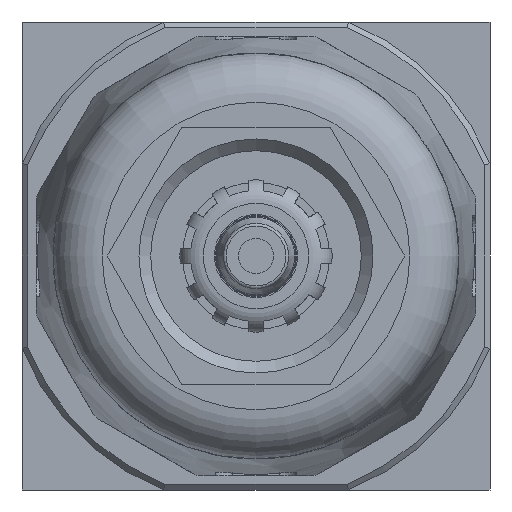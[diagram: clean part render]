
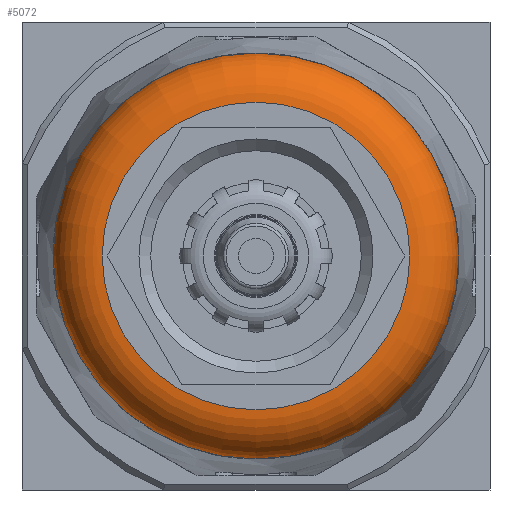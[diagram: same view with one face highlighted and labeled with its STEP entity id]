
A CAD part, front view. The second image highlights one B-rep face of the part: STEP entity #5072.
In plain terms, the highlighted toroidal (fillet/blend) face has major radius 13.15 mm and minor radius 4.2 mm.
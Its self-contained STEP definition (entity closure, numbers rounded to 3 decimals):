
#31=TOROIDAL_SURFACE('',#5405,13.15,4.2);
#1372=ORIENTED_EDGE('',*,*,#2345,.T.);
#1373=ORIENTED_EDGE('',*,*,#2344,.F.);
#2344=EDGE_CURVE('',#2830,#2830,#3108,.T.);
#2345=EDGE_CURVE('',#2831,#2831,#3109,.T.);
#2830=VERTEX_POINT('',#7593);
#2831=VERTEX_POINT('',#7596);
#3108=CIRCLE('',#5404,13.15);
#3109=CIRCLE('',#5406,17.35);
#3324=EDGE_LOOP('',(#1372));
#3325=EDGE_LOOP('',(#1373));
#3614=FACE_BOUND('',#3324,.T.);
#3615=FACE_BOUND('',#3325,.T.);
#5072=ADVANCED_FACE('',(#3614,#3615),#31,.T.);
#5404=AXIS2_PLACEMENT_3D('',#7592,#6146,#6147);
#5405=AXIS2_PLACEMENT_3D('',#7594,#6148,#6149);
#5406=AXIS2_PLACEMENT_3D('',#7595,#6150,#6151);
#6146=DIRECTION('',(0.,-1.,0.));
#6147=DIRECTION('',(0.,0.,-1.));
#6148=DIRECTION('',(0.,-1.,0.));
#6149=DIRECTION('',(0.,0.,-1.));
#6150=DIRECTION('',(0.,-1.,0.));
#6151=DIRECTION('',(0.,0.,-1.));
#7592=CARTESIAN_POINT('',(0.,-119.,0.));
#7593=CARTESIAN_POINT('',(0.,-119.,-13.15));
#7594=CARTESIAN_POINT('',(0.,-114.8,0.));
#7595=CARTESIAN_POINT('',(0.,-114.8,0.));
#7596=CARTESIAN_POINT('',(0.,-114.8,-17.35));
